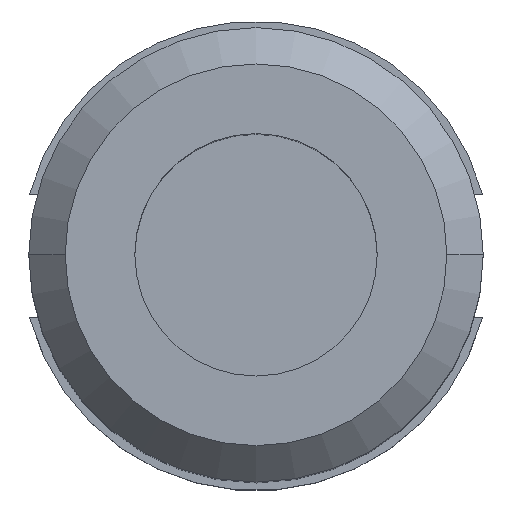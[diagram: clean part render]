
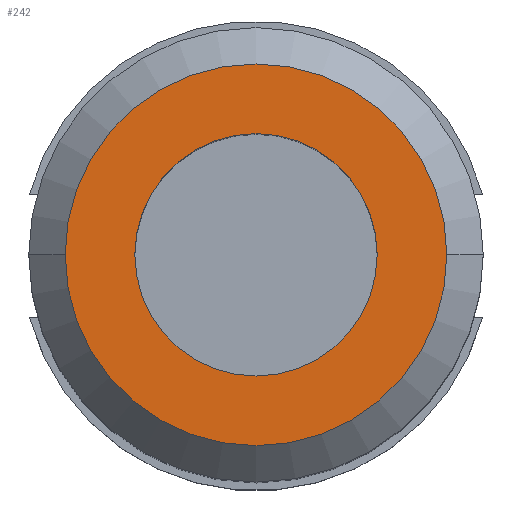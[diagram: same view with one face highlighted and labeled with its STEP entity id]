
A CAD part, top view. The second image highlights one B-rep face of the part: STEP entity #242.
In plain terms, the highlighted planar face has unit normal (0, 0, 1).
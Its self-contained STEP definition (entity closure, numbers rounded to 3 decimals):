
#2 = VERTEX_POINT ( 'NONE', #1142 ) ;
#12 = AXIS2_PLACEMENT_3D ( 'NONE', #1003, #484, #1141 ) ;
#100 = PLANE ( 'NONE',  #914 ) ;
#127 = CIRCLE ( 'NONE', #868, 25.4 ) ;
#134 = DIRECTION ( 'NONE',  ( -1., 0., 0. ) ) ;
#213 = DIRECTION ( 'NONE',  ( 0., 0., 1. ) ) ;
#224 = DIRECTION ( 'NONE',  ( 1., 0., 0. ) ) ;
#238 = CARTESIAN_POINT ( 'NONE',  ( 0., 0., 152.4 ) ) ;
#240 = FACE_OUTER_BOUND ( 'NONE', #1167, .T. ) ;
#242 = ADVANCED_FACE ( 'NONE', ( #1410, #240 ), #100, .T. ) ;
#275 = DIRECTION ( 'NONE',  ( 0., 0., -1. ) ) ;
#352 = EDGE_CURVE ( 'NONE', #1362, #998, #1623, .T. ) ;
#472 = CARTESIAN_POINT ( 'NONE',  ( 25.4, 0., 152.4 ) ) ;
#484 = DIRECTION ( 'NONE',  ( 0., 0., 1. ) ) ;
#522 = AXIS2_PLACEMENT_3D ( 'NONE', #1088, #1067, #1126 ) ;
#683 = CARTESIAN_POINT ( 'NONE',  ( -25.4, 0., 152.4 ) ) ;
#714 = ORIENTED_EDGE ( 'NONE', *, *, #352, .T. ) ;
#767 = CARTESIAN_POINT ( 'NONE',  ( 0., 40., 152.4 ) ) ;
#814 = CIRCLE ( 'NONE', #522, 40. ) ;
#868 = AXIS2_PLACEMENT_3D ( 'NONE', #238, #275, #134 ) ;
#914 = AXIS2_PLACEMENT_3D ( 'NONE', #767, #213, #224 ) ;
#998 = VERTEX_POINT ( 'NONE', #472 ) ;
#1002 = ORIENTED_EDGE ( 'NONE', *, *, #1105, .T. ) ;
#1003 = CARTESIAN_POINT ( 'NONE',  ( 0., 0., 152.4 ) ) ;
#1028 = EDGE_LOOP ( 'NONE', ( #714, #1356 ) ) ;
#1046 = CARTESIAN_POINT ( 'NONE',  ( 0., 0., 152.4 ) ) ;
#1050 = DIRECTION ( 'NONE',  ( 0., 0., -1. ) ) ;
#1057 = DIRECTION ( 'NONE',  ( -1., 0., 0. ) ) ;
#1067 = DIRECTION ( 'NONE',  ( 0., 0., 1. ) ) ;
#1088 = CARTESIAN_POINT ( 'NONE',  ( 0., 0., 152.4 ) ) ;
#1105 = EDGE_CURVE ( 'NONE', #1449, #2, #1444, .T. ) ;
#1126 = DIRECTION ( 'NONE',  ( 1., 0., 0. ) ) ;
#1141 = DIRECTION ( 'NONE',  ( 1., 0., 0. ) ) ;
#1142 = CARTESIAN_POINT ( 'NONE',  ( 40., 0., 152.4 ) ) ;
#1163 = ORIENTED_EDGE ( 'NONE', *, *, #1830, .T. ) ;
#1167 = EDGE_LOOP ( 'NONE', ( #1002, #1163 ) ) ;
#1230 = EDGE_CURVE ( 'NONE', #998, #1362, #127, .T. ) ;
#1356 = ORIENTED_EDGE ( 'NONE', *, *, #1230, .T. ) ;
#1362 = VERTEX_POINT ( 'NONE', #683 ) ;
#1389 = CARTESIAN_POINT ( 'NONE',  ( -40., 0., 152.4 ) ) ;
#1391 = AXIS2_PLACEMENT_3D ( 'NONE', #1046, #1050, #1057 ) ;
#1410 = FACE_BOUND ( 'NONE', #1028, .T. ) ;
#1444 = CIRCLE ( 'NONE', #12, 40. ) ;
#1449 = VERTEX_POINT ( 'NONE', #1389 ) ;
#1623 = CIRCLE ( 'NONE', #1391, 25.4 ) ;
#1830 = EDGE_CURVE ( 'NONE', #2, #1449, #814, .T. ) ;
